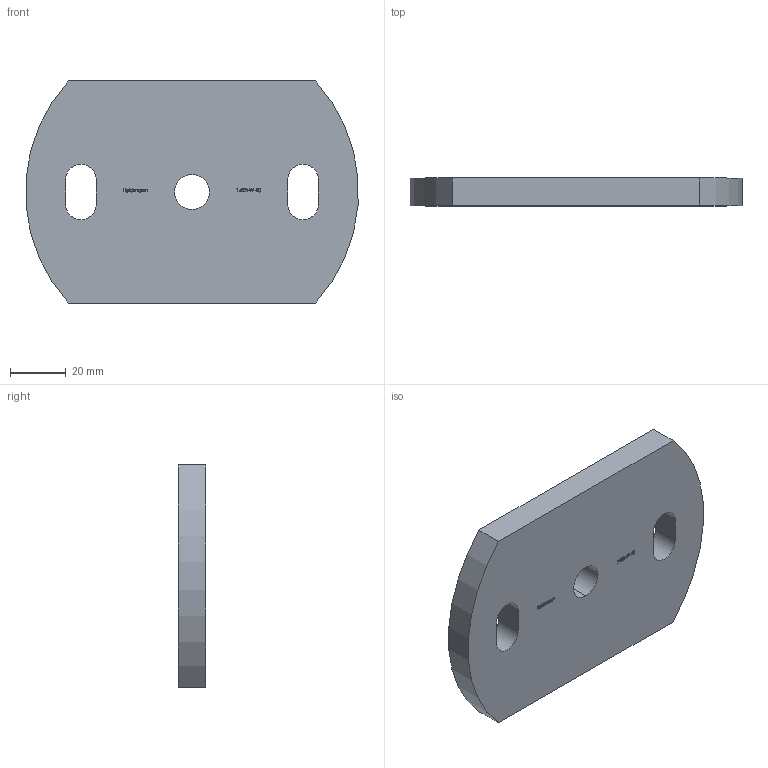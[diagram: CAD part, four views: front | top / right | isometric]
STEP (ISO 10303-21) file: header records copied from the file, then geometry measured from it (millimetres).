
FILE_DESCRIPTION (( 'STEP AP203' ), '1' );
FILE_NAME ('1422-W-10.step', '2019-04-03T11:43:31', ( '' ), ( '' ), 'SwSTEP 2.0', 'SolidWorks 2015', '' );
FILE_SCHEMA (( 'CONFIG_CONTROL_DESIGN' ));
Length unit declared in the file: millimetre
Products named in the file (1): 1422-W-10
Bounding box: 119.6 x 10 x 80 mm (x, y, z)
Volume: 83111.3 mm3; surface area: 21610.9 mm2
Topology: 1 solids, 1 shells, 221 faces, 591 edges, 394 vertices
Faces by surface type: plane 142, bspline 69, cylinder 10
Entity records: 10624 total; most frequent: CARTESIAN_POINT 5460, ORIENTED_EDGE 1182, DIRECTION 779, EDGE_CURVE 591, LINE 433, VECTOR 433, VERTEX_POINT 394, EDGE_LOOP 249
